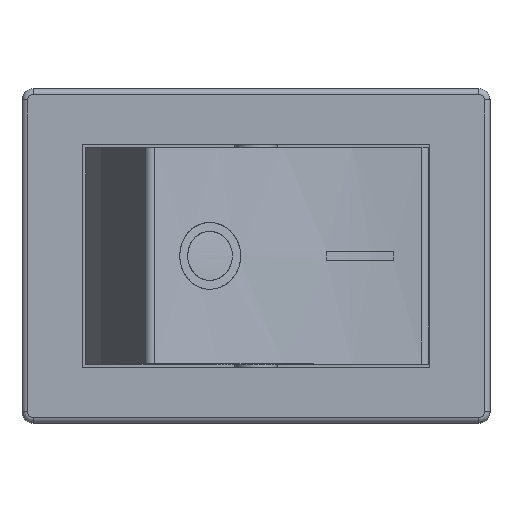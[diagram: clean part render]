
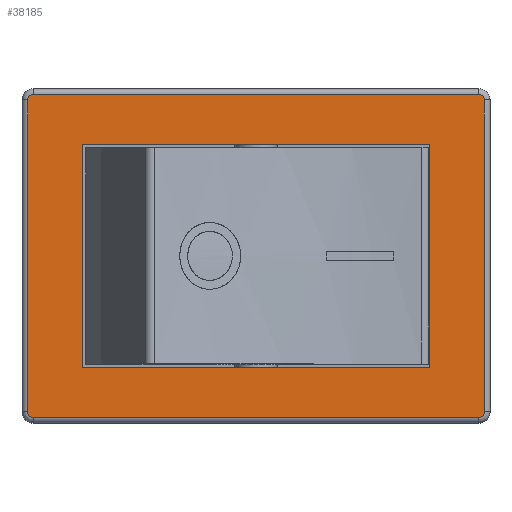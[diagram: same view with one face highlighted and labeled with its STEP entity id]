
A CAD part, top view. The second image highlights one B-rep face of the part: STEP entity #38185.
In plain terms, the highlighted planar face has unit normal (0, 0, 1).
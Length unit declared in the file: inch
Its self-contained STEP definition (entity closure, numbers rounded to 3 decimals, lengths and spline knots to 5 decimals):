
#37640=CARTESIAN_POINT('',(-0.30709,-0.19685,0.53543));
#37641=VERTEX_POINT('',#37640);
#37648=CARTESIAN_POINT('',(0.30709,-0.19685,0.53543));
#37649=VERTEX_POINT('',#37648);
#37650=CARTESIAN_POINT('',(0.30709,-0.19685,0.53543));
#37651=DIRECTION('',(-1.0,0.0,0.0));
#37652=VECTOR('',#37651,0.61417);
#37653=LINE('',#37650,#37652);
#37654=EDGE_CURVE('',#37649,#37641,#37653,.T.);
#37683=CARTESIAN_POINT('',(0.30709,0.19685,0.53543));
#37684=VERTEX_POINT('',#37683);
#37691=CARTESIAN_POINT('',(-0.30709,0.19685,0.53543));
#37692=VERTEX_POINT('',#37691);
#37693=CARTESIAN_POINT('',(-0.30709,0.19685,0.53543));
#37694=DIRECTION('',(1.0,0.0,0.0));
#37695=VECTOR('',#37694,0.61417);
#37696=LINE('',#37693,#37695);
#37697=EDGE_CURVE('',#37692,#37684,#37696,.T.);
#37723=CARTESIAN_POINT('',(0.30709,0.19685,0.53543));
#37724=DIRECTION('',(0.0,-1.0,0.0));
#37725=VECTOR('',#37724,0.3937);
#37726=LINE('',#37723,#37725);
#37727=EDGE_CURVE('',#37684,#37649,#37726,.T.);
#37757=CARTESIAN_POINT('',(-0.30709,-0.19685,0.53543));
#37758=DIRECTION('',(0.0,1.0,0.0));
#37759=VECTOR('',#37758,0.3937);
#37760=LINE('',#37757,#37759);
#37761=EDGE_CURVE('',#37641,#37692,#37760,.T.);
#37774=CARTESIAN_POINT('',(-0.3937,0.28543,0.53543));
#37775=VERTEX_POINT('',#37774);
#37783=CARTESIAN_POINT('',(0.3937,0.28543,0.53543));
#37784=VERTEX_POINT('',#37783);
#37785=CARTESIAN_POINT('',(-0.3937,0.28543,0.53543));
#37786=DIRECTION('',(1.0,0.0,0.0));
#37787=VECTOR('',#37786,0.7874);
#37788=LINE('',#37785,#37787);
#37789=EDGE_CURVE('',#37775,#37784,#37788,.T.);
#37828=CARTESIAN_POINT('',(-0.40354,0.27559,0.53543));
#37829=VERTEX_POINT('',#37828);
#37837=CARTESIAN_POINT('',(-0.3937,0.27559,0.53543));
#37838=DIRECTION('',(0.0,0.0,-1.0));
#37839=DIRECTION('',(-0.707,0.707,0.0));
#37840=AXIS2_PLACEMENT_3D('',#37837,#37838,#37839);
#37841=CIRCLE('',#37840,0.00984);
#37842=EDGE_CURVE('',#37829,#37775,#37841,.T.);
#37878=CARTESIAN_POINT('',(0.40354,0.27559,0.53543));
#37879=VERTEX_POINT('',#37878);
#37897=CARTESIAN_POINT('',(0.3937,0.27559,0.53543));
#37898=DIRECTION('',(0.0,0.0,-1.0));
#37899=DIRECTION('',(0.707,0.707,0.0));
#37900=AXIS2_PLACEMENT_3D('',#37897,#37898,#37899);
#37901=CIRCLE('',#37900,0.00984);
#37902=EDGE_CURVE('',#37784,#37879,#37901,.T.);
#37914=CARTESIAN_POINT('',(-0.40354,-0.27559,0.53543));
#37915=VERTEX_POINT('',#37914);
#37923=CARTESIAN_POINT('',(-0.40354,-0.27559,0.53543));
#37924=DIRECTION('',(0.0,1.0,0.0));
#37925=VECTOR('',#37924,0.55118);
#37926=LINE('',#37923,#37925);
#37927=EDGE_CURVE('',#37915,#37829,#37926,.T.);
#37944=CARTESIAN_POINT('',(0.40354,-0.27559,0.53543));
#37945=VERTEX_POINT('',#37944);
#37962=CARTESIAN_POINT('',(0.40354,0.27559,0.53543));
#37963=DIRECTION('',(0.0,-1.0,0.0));
#37964=VECTOR('',#37963,0.55118);
#37965=LINE('',#37962,#37964);
#37966=EDGE_CURVE('',#37879,#37945,#37965,.T.);
#37990=CARTESIAN_POINT('',(-0.3937,-0.28543,0.53543));
#37991=VERTEX_POINT('',#37990);
#37999=CARTESIAN_POINT('',(-0.3937,-0.27559,0.53543));
#38000=DIRECTION('',(0.0,0.0,-1.0));
#38001=DIRECTION('',(-0.707,-0.707,0.0));
#38002=AXIS2_PLACEMENT_3D('',#37999,#38000,#38001);
#38003=CIRCLE('',#38002,0.00984);
#38004=EDGE_CURVE('',#37991,#37915,#38003,.T.);
#38040=CARTESIAN_POINT('',(0.3937,-0.28543,0.53543));
#38041=VERTEX_POINT('',#38040);
#38059=CARTESIAN_POINT('',(0.3937,-0.27559,0.53543));
#38060=DIRECTION('',(0.0,0.0,-1.0));
#38061=DIRECTION('',(0.707,-0.707,0.0));
#38062=AXIS2_PLACEMENT_3D('',#38059,#38060,#38061);
#38063=CIRCLE('',#38062,0.00984);
#38064=EDGE_CURVE('',#37945,#38041,#38063,.T.);
#38082=CARTESIAN_POINT('',(0.3937,-0.28543,0.53543));
#38083=DIRECTION('',(-1.0,0.0,0.0));
#38084=VECTOR('',#38083,0.7874);
#38085=LINE('',#38082,#38084);
#38086=EDGE_CURVE('',#38041,#37991,#38085,.T.);
#38164=CARTESIAN_POINT('',(-0.4439,-0.31398,0.53543));
#38165=DIRECTION('',(0.0,0.0,1.0));
#38166=DIRECTION('',(1.0,0.0,0.0));
#38167=AXIS2_PLACEMENT_3D('',#38164,#38165,#38166);
#38168=PLANE('',#38167);
#38169=ORIENTED_EDGE('',*,*,#37789,.F.);
#38170=ORIENTED_EDGE('',*,*,#37842,.F.);
#38171=ORIENTED_EDGE('',*,*,#37927,.F.);
#38172=ORIENTED_EDGE('',*,*,#38004,.F.);
#38173=ORIENTED_EDGE('',*,*,#38086,.F.);
#38174=ORIENTED_EDGE('',*,*,#38064,.F.);
#38175=ORIENTED_EDGE('',*,*,#37966,.F.);
#38176=ORIENTED_EDGE('',*,*,#37902,.F.);
#38177=EDGE_LOOP('',(#38169,#38170,#38171,#38172,#38173,#38174,#38175,#38176));
#38178=FACE_OUTER_BOUND('',#38177,.T.);
#38179=ORIENTED_EDGE('',*,*,#37697,.T.);
#38180=ORIENTED_EDGE('',*,*,#37727,.T.);
#38181=ORIENTED_EDGE('',*,*,#37654,.T.);
#38182=ORIENTED_EDGE('',*,*,#37761,.T.);
#38183=EDGE_LOOP('',(#38179,#38180,#38181,#38182));
#38184=FACE_BOUND('',#38183,.T.);
#38185=ADVANCED_FACE('',(#38178,#38184),#38168,.T.);
